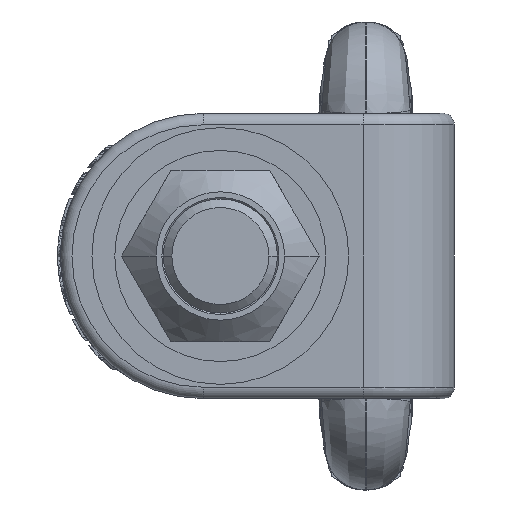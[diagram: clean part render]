
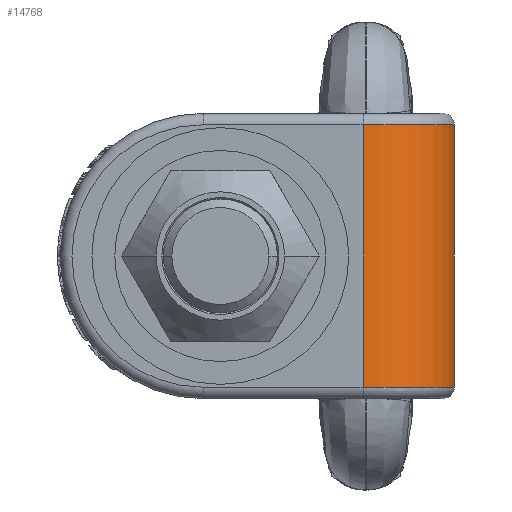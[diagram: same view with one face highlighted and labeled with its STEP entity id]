
A CAD part, front view. The second image highlights one B-rep face of the part: STEP entity #14768.
In plain terms, the highlighted cylindrical face has radius 16 mm (diameter 32 mm), a partial arc.
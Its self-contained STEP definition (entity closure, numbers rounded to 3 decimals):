
#15=DIRECTION('',(0.,0.,1.));
#16=VECTOR('',#15,46.);
#17=CARTESIAN_POINT('',(-18.,0.,-23.));
#18=LINE('',#17,#16);
#162=DIRECTION('',(0.,0.,-1.));
#163=VECTOR('',#162,46.);
#164=CARTESIAN_POINT('',(-18.,32.,23.));
#165=LINE('',#164,#163);
#5922=CARTESIAN_POINT('',(-18.,16.,23.));
#5923=DIRECTION('',(0.,0.,-1.));
#5924=DIRECTION('',(0.,1.,0.));
#5925=AXIS2_PLACEMENT_3D('',#5922,#5923,#5924);
#5927=CARTESIAN_POINT('',(-18.,16.,-23.));
#5928=DIRECTION('',(0.,0.,1.));
#5929=DIRECTION('',(0.,-1.,0.));
#5930=AXIS2_PLACEMENT_3D('',#5927,#5928,#5929);
#5977=CARTESIAN_POINT('',(-18.,32.,23.));
#5978=CARTESIAN_POINT('',(-18.,0.,23.));
#5979=VERTEX_POINT('',#5977);
#5980=VERTEX_POINT('',#5978);
#5991=CARTESIAN_POINT('',(-18.,0.,-23.));
#5992=VERTEX_POINT('',#5991);
#5995=CARTESIAN_POINT('',(-18.,32.,-23.));
#5996=VERTEX_POINT('',#5995);
#14757=CARTESIAN_POINT('',(-18.,16.,90.18));
#14758=DIRECTION('',(0.,0.,-1.));
#14759=DIRECTION('',(0.,1.,0.));
#14760=AXIS2_PLACEMENT_3D('',#14757,#14758,#14759);
#14761=CYLINDRICAL_SURFACE('',#14760,16.);
#14762=ORIENTED_EDGE('',*,*,#7426,.F.);
#14763=ORIENTED_EDGE('',*,*,#7349,.T.);
#14764=ORIENTED_EDGE('',*,*,#7553,.F.);
#14765=ORIENTED_EDGE('',*,*,#7136,.T.);
#14766=EDGE_LOOP('',(#14762,#14763,#14764,#14765));
#14767=FACE_OUTER_BOUND('',#14766,.F.);
#14768=ADVANCED_FACE('',(#14767),#14761,.T.);
#5926=CIRCLE('',#5925,16.);
#5931=CIRCLE('',#5930,16.);
#7136=EDGE_CURVE('',#5992,#5980,#18,.T.);
#7349=EDGE_CURVE('',#5979,#5996,#165,.T.);
#7426=EDGE_CURVE('',#5979,#5980,#5926,.T.);
#7553=EDGE_CURVE('',#5992,#5996,#5931,.T.);
